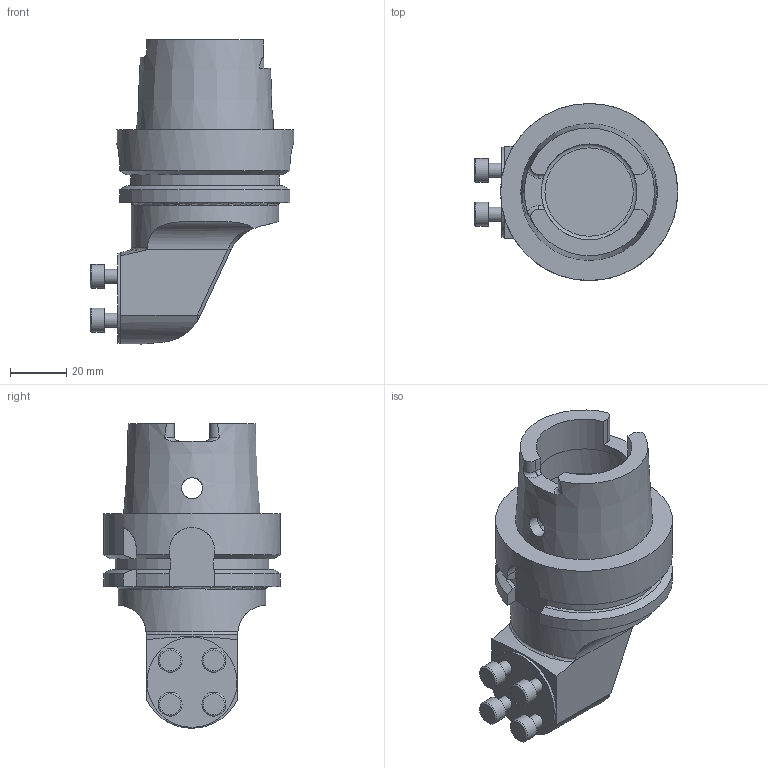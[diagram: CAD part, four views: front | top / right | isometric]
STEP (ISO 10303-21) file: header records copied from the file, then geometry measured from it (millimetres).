
FILE_DESCRIPTION(/* description */ (''),/* implementation_level */ '2;1');
FILE_NAME(/* name */ '1524203766186.stp',/* time_stamp */ '2018-04-20T07:56:16+02:00',/* author */ (''),/* organization */ ('SMS'),/* preprocessor_version */ 'ST-DEVELOPER v15',/* originating_system */ 'SIEMENS PLM Software NX 8.5',/* authorisation */ '');
FILE_SCHEMA (('AUTOMOTIVE_DESIGN { 1 0 10303 214 3 1 1 1 }'));
Length unit declared in the file: millimetre
Products named in the file (1): 112029115mod000_00
Bounding box: 72.29 x 62.94 x 108.2 mm (x, y, z)
Volume: 147154 mm3; surface area: 28377.1 mm2
Topology: 1 solids, 1 shells, 117 faces, 315 edges, 210 vertices
Faces by surface type: plane 53, cylinder 41, torus 12, cone 9, bspline 2
Full cylindrical faces by diameter (mm): 5 x4, 7.5 x2, 8.5 x4, 32 x1, 34.05 x2, 40.08 x1, 52.5 x1, 62.94 x1
Entity records: 3982 total; most frequent: CARTESIAN_POINT 1224, DIRECTION 551, ORIENTED_EDGE 544, EDGE_CURVE 272, AXIS2_PLACEMENT_3D 220, VERTEX_POINT 190, EDGE_LOOP 154, ADVANCED_FACE 117
